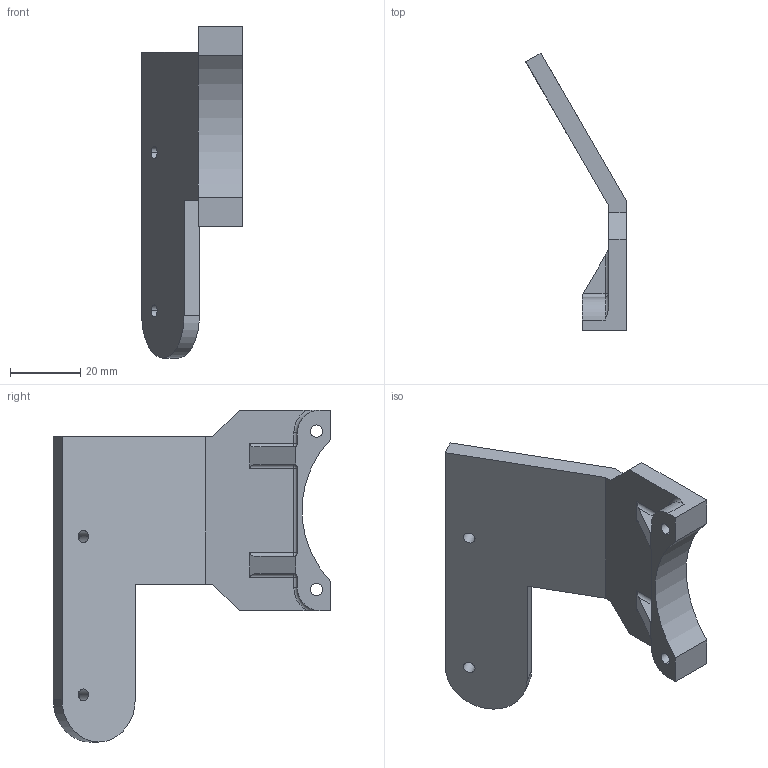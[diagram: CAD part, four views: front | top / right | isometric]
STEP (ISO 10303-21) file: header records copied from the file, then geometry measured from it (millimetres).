
FILE_DESCRIPTION (( 'STEP AP203' ), '1' );
FILE_NAME ('源笸1.STEP', '2025-08-22T10:11:24', ( '' ), ( '' ), 'SwSTEP 2.0', 'SolidWorks 2022', '' );
FILE_SCHEMA (( 'CONFIG_CONTROL_DESIGN' ));
Length unit declared in the file: millimetre
Products named in the file (1): 源笸1
Bounding box: 28.53 x 78.81 x 94.27 mm (x, y, z)
Volume: 26223.9 mm3; surface area: 12691.5 mm2
Topology: 1 solids, 1 shells, 53 faces, 143 edges, 88 vertices
Faces by surface type: plane 24, cylinder 23, sphere 4, torus 2
Entity records: 1772 total; most frequent: CARTESIAN_POINT 363, DIRECTION 281, ORIENTED_EDGE 278, EDGE_CURVE 139, AXIS2_PLACEMENT_3D 98, VERTEX_POINT 88, VECTOR 85, LINE 85
